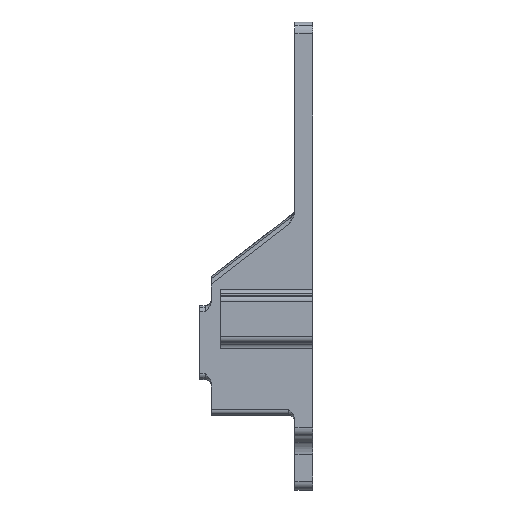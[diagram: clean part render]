
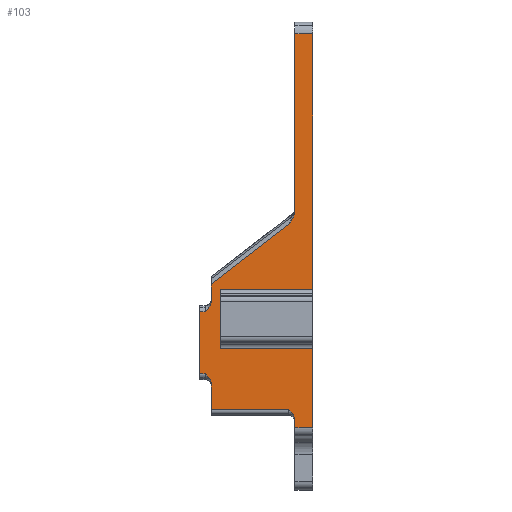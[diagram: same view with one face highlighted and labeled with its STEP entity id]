
A CAD part, left-side view. The second image highlights one B-rep face of the part: STEP entity #103.
In plain terms, the highlighted planar face has unit normal (-1, 0, 0).
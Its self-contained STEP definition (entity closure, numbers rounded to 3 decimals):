
#103=ADVANCED_FACE('0:308',(#306),#307,.T.);
#306=FACE_OUTER_BOUND('',#621,.T.);
#307=PLANE('',#622);
#621=EDGE_LOOP('',(#3094,#3095,#3096,#3097,#3098,#3099,#3100,#3101,#3102,#3103,#3104,#3105,#3106,#3107,#3108,#3109,#3110,#3111,#3112,#3113));
#622=AXIS2_PLACEMENT_3D('',#3114,#3115,#3116);
#3094=ORIENTED_EDGE('',*,*,#4235,.F.);
#3095=ORIENTED_EDGE('',*,*,#4240,.F.);
#3096=ORIENTED_EDGE('',*,*,#4241,.F.);
#3097=ORIENTED_EDGE('',*,*,#4242,.F.);
#3098=ORIENTED_EDGE('',*,*,#4243,.F.);
#3099=ORIENTED_EDGE('',*,*,#4244,.F.);
#3100=ORIENTED_EDGE('',*,*,#4245,.F.);
#3101=ORIENTED_EDGE('',*,*,#4246,.F.);
#3102=ORIENTED_EDGE('',*,*,#4247,.F.);
#3103=ORIENTED_EDGE('',*,*,#4248,.T.);
#3104=ORIENTED_EDGE('',*,*,#4249,.F.);
#3105=ORIENTED_EDGE('',*,*,#4250,.F.);
#3106=ORIENTED_EDGE('',*,*,#4251,.F.);
#3107=ORIENTED_EDGE('',*,*,#4252,.F.);
#3108=ORIENTED_EDGE('',*,*,#4253,.F.);
#3109=ORIENTED_EDGE('',*,*,#4254,.T.);
#3110=ORIENTED_EDGE('',*,*,#4255,.F.);
#3111=ORIENTED_EDGE('',*,*,#4256,.T.);
#3112=ORIENTED_EDGE('',*,*,#4257,.F.);
#3113=ORIENTED_EDGE('',*,*,#4258,.T.);
#3114=CARTESIAN_POINT('',(0.5,-32.99,39.25));
#3115=DIRECTION('',(-1.0,-0.0,0.0));
#3116=DIRECTION('',(0.0,-0.0,-1.0));
#4235=EDGE_CURVE('0:1143',#4864,#4866,#4867,.T.);
#4240=EDGE_CURVE('0:827',#4874,#4864,#4875,.T.);
#4241=EDGE_CURVE('0:821',#4876,#4874,#4877,.T.);
#4242=EDGE_CURVE('0:818',#4878,#4876,#4879,.T.);
#4243=EDGE_CURVE('0:812',#4880,#4878,#4881,.F.);
#4244=EDGE_CURVE('0:803',#4882,#4880,#4883,.T.);
#4245=EDGE_CURVE('0:800',#4884,#4882,#4885,.T.);
#4246=EDGE_CURVE('0:791',#4886,#4884,#4887,.F.);
#4247=EDGE_CURVE('0:785',#4888,#4886,#4889,.T.);
#4248=EDGE_CURVE('0:779',#4888,#4890,#4891,.F.);
#4249=EDGE_CURVE('0:776',#4892,#4890,#4893,.F.);
#4250=EDGE_CURVE('0:767',#4894,#4892,#4895,.T.);
#4251=EDGE_CURVE('0:758',#4896,#4894,#4897,.T.);
#4252=EDGE_CURVE('0:887',#4898,#4896,#4899,.T.);
#4253=EDGE_CURVE('0:1046',#4900,#4898,#4901,.T.);
#4254=EDGE_CURVE('0:1100',#4900,#4902,#4903,.F.);
#4255=EDGE_CURVE('0:1049',#4904,#4902,#4905,.T.);
#4256=EDGE_CURVE('0:749',#4904,#4906,#4907,.F.);
#4257=EDGE_CURVE('0:1091',#4908,#4906,#4909,.T.);
#4258=EDGE_CURVE('0:1094',#4908,#4866,#4910,.F.);
#4864=VERTEX_POINT('',#5714);
#4866=VERTEX_POINT('',#5716);
#4867=LINE('',#5717,#5718);
#4874=VERTEX_POINT('',#5726);
#4875=LINE('',#5727,#5728);
#4876=VERTEX_POINT('',#5729);
#4877=B_SPLINE_CURVE_WITH_KNOTS('',3,(#5730,#5731,#5732,#5733,#5734,#5735,#5736,#5737),.UNSPECIFIED.,.F.,.F.,(4,2,2,4),(0.,0.0,0.002,0.003),.UNSPECIFIED.);
#4878=VERTEX_POINT('',#5738);
#4879=LINE('',#5739,#5740);
#4880=VERTEX_POINT('',#5741);
#4881=LINE('',#5742,#5743);
#4882=VERTEX_POINT('',#5744);
#4883=B_SPLINE_CURVE_WITH_KNOTS('',3,(#5745,#5746,#5747,#5748,#5749,#5750,#5751,#5752,#5753,#5754,#5755,#5756,#5757,#5758,#5759,#5760),.UNSPECIFIED.,.F.,.F.,(4,3,3,3,3,4),(0.0,0.,0.001,0.001,0.002,0.002),.UNSPECIFIED.);
#4884=VERTEX_POINT('',#5761);
#4885=LINE('',#5762,#5763);
#4886=VERTEX_POINT('',#5764);
#4887=LINE('',#5765,#5766);
#4888=VERTEX_POINT('',#5767);
#4889=LINE('',#5768,#5769);
#4890=VERTEX_POINT('',#5770);
#4891=B_SPLINE_CURVE_WITH_KNOTS('',3,(#5771,#5772,#5773,#5774,#5775,#5776,#5777,#5778,#5779,#5780,#5781,#5782,#5783,#5784,#5785,#5786),.UNSPECIFIED.,.F.,.F.,(4,3,3,3,3,4),(0.005,0.006,0.006,0.007,0.007,0.007),.UNSPECIFIED.);
#4892=VERTEX_POINT('',#5787);
#4893=LINE('',#5788,#5789);
#4894=VERTEX_POINT('',#5790);
#4895=LINE('',#5791,#5792);
#4896=VERTEX_POINT('',#5793);
#4897=B_SPLINE_CURVE_WITH_KNOTS('',3,(#5794,#5795,#5796,#5797,#5798,#5799,#5800,#5801,#5802,#5803,#5804,#5805,#5806,#5807,#5808,#5809),.UNSPECIFIED.,.F.,.F.,(4,3,3,3,3,4),(0.005,0.006,0.006,0.007,0.007,0.007),.UNSPECIFIED.);
#4898=VERTEX_POINT('',#5810);
#4899=LINE('',#5811,#5812);
#4900=VERTEX_POINT('',#5813);
#4901=LINE('',#5814,#5815);
#4902=VERTEX_POINT('',#5816);
#4903=LINE('',#5817,#5818);
#4904=VERTEX_POINT('',#5819);
#4905=LINE('',#5820,#5821);
#4906=VERTEX_POINT('',#5822);
#4907=LINE('',#5823,#5824);
#4908=VERTEX_POINT('',#5825);
#4909=LINE('',#5826,#5827);
#4910=LINE('',#5828,#5829);
#5714=CARTESIAN_POINT('',(0.5,-32.99,76.5));
#5716=CARTESIAN_POINT('',(0.5,-35.99,76.5));
#5717=CARTESIAN_POINT('',(0.5,-32.99,76.5));
#5718=VECTOR('',#6742,1.0);
#5726=CARTESIAN_POINT('',(0.5,-32.99,46.784));
#5727=CARTESIAN_POINT('',(0.5,-32.99,48.25));
#5728=VECTOR('',#6753,1.0);
#5729=CARTESIAN_POINT('',(0.5,-31.99,44.6));
#5730=CARTESIAN_POINT('',(0.5,-31.99,44.6));
#5731=CARTESIAN_POINT('',(0.5,-31.995,44.606));
#5732=CARTESIAN_POINT('',(0.5,-31.999,44.613));
#5733=CARTESIAN_POINT('',(0.5,-32.351,45.132));
#5734=CARTESIAN_POINT('',(0.5,-32.677,45.617));
#5735=CARTESIAN_POINT('',(0.5,-32.936,46.315));
#5736=CARTESIAN_POINT('',(0.5,-32.99,46.548));
#5737=CARTESIAN_POINT('',(0.5,-32.99,46.784));
#5738=CARTESIAN_POINT('',(0.5,-18.99,34.614));
#5739=CARTESIAN_POINT('',(0.5,-24.785,39.065));
#5740=VECTOR('',#6754,1.0);
#5741=CARTESIAN_POINT('',(0.5,-18.99,31.732));
#5742=CARTESIAN_POINT('',(0.5,-18.99,48.25));
#5743=VECTOR('',#6755,1.0);
#5744=CARTESIAN_POINT('',(0.5,-17.99,30.0));
#5745=CARTESIAN_POINT('',(0.5,-17.99,30.0));
#5746=CARTESIAN_POINT('',(0.5,-17.992,30.002));
#5747=CARTESIAN_POINT('',(0.5,-17.994,30.004));
#5748=CARTESIAN_POINT('',(0.5,-17.996,30.006));
#5749=CARTESIAN_POINT('',(0.5,-18.224,30.234));
#5750=CARTESIAN_POINT('',(0.5,-18.488,30.501));
#5751=CARTESIAN_POINT('',(0.5,-18.674,30.783));
#5752=CARTESIAN_POINT('',(0.5,-18.746,30.893));
#5753=CARTESIAN_POINT('',(0.5,-18.806,31.001));
#5754=CARTESIAN_POINT('',(0.5,-18.859,31.124));
#5755=CARTESIAN_POINT('',(0.5,-18.934,31.301));
#5756=CARTESIAN_POINT('',(0.5,-18.983,31.502));
#5757=CARTESIAN_POINT('',(0.5,-18.989,31.686));
#5758=CARTESIAN_POINT('',(0.5,-18.99,31.701));
#5759=CARTESIAN_POINT('',(0.5,-18.99,31.717));
#5760=CARTESIAN_POINT('',(0.5,-18.99,31.732));
#5761=CARTESIAN_POINT('',(0.5,-16.99,30.0));
#5762=CARTESIAN_POINT('',(0.5,-25.99,30.0));
#5763=VECTOR('',#6756,1.0);
#5764=CARTESIAN_POINT('',(0.5,-16.99,19.6));
#5765=CARTESIAN_POINT('',(0.5,-16.99,48.25));
#5766=VECTOR('',#6757,1.0);
#5767=CARTESIAN_POINT('',(0.5,-17.99,19.6));
#5768=CARTESIAN_POINT('',(0.5,-25.99,19.6));
#5769=VECTOR('',#6758,1.0);
#5770=CARTESIAN_POINT('',(0.5,-18.99,17.868));
#5771=CARTESIAN_POINT('',(0.5,-18.99,17.868));
#5772=CARTESIAN_POINT('',(0.5,-18.99,18.047));
#5773=CARTESIAN_POINT('',(0.5,-18.949,18.246));
#5774=CARTESIAN_POINT('',(0.5,-18.879,18.426));
#5775=CARTESIAN_POINT('',(0.5,-18.843,18.518));
#5776=CARTESIAN_POINT('',(0.5,-18.801,18.604));
#5777=CARTESIAN_POINT('',(0.5,-18.754,18.686));
#5778=CARTESIAN_POINT('',(0.5,-18.62,18.922));
#5779=CARTESIAN_POINT('',(0.5,-18.424,19.154));
#5780=CARTESIAN_POINT('',(0.5,-18.224,19.363));
#5781=CARTESIAN_POINT('',(0.5,-18.147,19.443));
#5782=CARTESIAN_POINT('',(0.5,-18.07,19.52));
#5783=CARTESIAN_POINT('',(0.5,-17.996,19.594));
#5784=CARTESIAN_POINT('',(0.5,-17.994,19.596));
#5785=CARTESIAN_POINT('',(0.5,-17.992,19.598));
#5786=CARTESIAN_POINT('',(0.5,-17.99,19.6));
#5787=CARTESIAN_POINT('',(0.5,-18.99,13.55));
#5788=CARTESIAN_POINT('',(0.5,-18.99,48.25));
#5789=VECTOR('',#6759,1.0);
#5790=CARTESIAN_POINT('',(0.5,-31.99,13.55));
#5791=CARTESIAN_POINT('',(0.5,-32.99,13.55));
#5792=VECTOR('',#6760,1.0);
#5793=CARTESIAN_POINT('',(0.5,-32.99,11.818));
#5794=CARTESIAN_POINT('',(0.5,-32.99,11.818));
#5795=CARTESIAN_POINT('',(0.5,-32.99,11.997));
#5796=CARTESIAN_POINT('',(0.5,-32.949,12.196));
#5797=CARTESIAN_POINT('',(0.5,-32.879,12.376));
#5798=CARTESIAN_POINT('',(0.5,-32.843,12.468));
#5799=CARTESIAN_POINT('',(0.5,-32.801,12.554));
#5800=CARTESIAN_POINT('',(0.5,-32.754,12.636));
#5801=CARTESIAN_POINT('',(0.5,-32.62,12.872));
#5802=CARTESIAN_POINT('',(0.5,-32.424,13.104));
#5803=CARTESIAN_POINT('',(0.5,-32.224,13.313));
#5804=CARTESIAN_POINT('',(0.5,-32.147,13.393));
#5805=CARTESIAN_POINT('',(0.5,-32.07,13.47));
#5806=CARTESIAN_POINT('',(0.5,-31.996,13.544));
#5807=CARTESIAN_POINT('',(0.5,-31.994,13.546));
#5808=CARTESIAN_POINT('',(0.5,-31.992,13.548));
#5809=CARTESIAN_POINT('',(0.5,-31.99,13.55));
#5810=CARTESIAN_POINT('',(0.5,-32.99,10.5));
#5811=CARTESIAN_POINT('',(0.5,-32.99,48.25));
#5812=VECTOR('',#6761,1.0);
#5813=CARTESIAN_POINT('',(0.5,-35.99,10.5));
#5814=CARTESIAN_POINT('',(0.5,-32.99,10.5));
#5815=VECTOR('',#6762,1.0);
#5816=CARTESIAN_POINT('',(0.5,-35.99,23.75));
#5817=CARTESIAN_POINT('',(0.5,-35.99,48.25));
#5818=VECTOR('',#6763,1.0);
#5819=CARTESIAN_POINT('',(0.5,-20.56,23.75));
#5820=CARTESIAN_POINT('',(0.5,-34.74,23.75));
#5821=VECTOR('',#6764,1.0);
#5822=CARTESIAN_POINT('',(0.5,-20.56,33.75));
#5823=CARTESIAN_POINT('',(0.5,-20.56,39.25));
#5824=VECTOR('',#6765,1.0);
#5825=CARTESIAN_POINT('',(0.5,-35.99,33.75));
#5826=CARTESIAN_POINT('',(0.5,-34.74,33.75));
#5827=VECTOR('',#6766,1.0);
#5828=CARTESIAN_POINT('',(0.5,-35.99,48.25));
#5829=VECTOR('',#6767,1.0);
#6742=DIRECTION('',(0.0,-1.0,0.0));
#6753=DIRECTION('',(0.0,0.0,1.0));
#6754=DIRECTION('',(0.0,-0.793,0.609));
#6755=DIRECTION('',(-0.0,-0.0,-1.0));
#6756=DIRECTION('',(0.0,-1.0,0.0));
#6757=DIRECTION('',(-0.0,-0.0,-1.0));
#6758=DIRECTION('',(0.0,1.0,0.0));
#6759=DIRECTION('',(-0.0,-0.0,-1.0));
#6760=DIRECTION('',(0.0,1.0,0.0));
#6761=DIRECTION('',(0.0,0.0,1.0));
#6762=DIRECTION('',(0.0,1.0,0.0));
#6763=DIRECTION('',(-0.0,-0.0,-1.0));
#6764=DIRECTION('',(-0.0,-1.0,-0.0));
#6765=DIRECTION('',(-0.0,-0.0,-1.0));
#6766=DIRECTION('',(0.0,1.0,0.0));
#6767=DIRECTION('',(-0.0,-0.0,-1.0));
